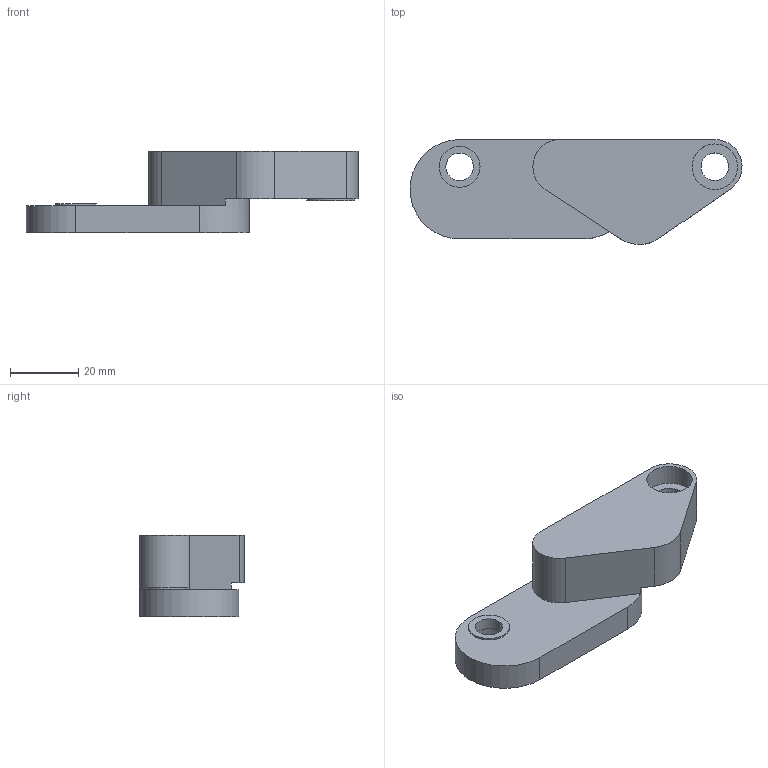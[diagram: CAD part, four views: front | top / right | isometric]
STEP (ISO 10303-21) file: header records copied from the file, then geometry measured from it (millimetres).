
FILE_DESCRIPTION(/* description */ (''),/* implementation_level */ '2;1');
FILE_NAME(/* name */ 'linkB.stp',/* time_stamp */ '2025-01-13T13:10:10-05:00',/* author */ ('derm'),/* organization */ (''),/* preprocessor_version */ 'ST-DEVELOPER v20',/* originating_system */ 'Autodesk Inventor 2025',/* authorisation */ '');
FILE_SCHEMA (('AUTOMOTIVE_DESIGN { 1 0 10303 214 3 1 1 }'));
Length unit declared in the file: millimetre
Products named in the file (1): b link
Bounding box: 97.57 x 30.84 x 24 mm (x, y, z)
Volume: 32104.1 mm3; surface area: 9289.8 mm2
Topology: 1 solids, 1 shells, 25 faces, 57 edges, 38 vertices
Faces by surface type: plane 13, cylinder 12
Full cylindrical faces by diameter (mm): 8.1 x2, 12.021 x1, 13.162 x1, 13.391 x1, 14.144 x1
Entity records: 767 total; most frequent: DIRECTION 134, CARTESIAN_POINT 121, ORIENTED_EDGE 114, EDGE_CURVE 57, AXIS2_PLACEMENT_3D 51, VERTEX_POINT 38, EDGE_LOOP 33, LINE 32
